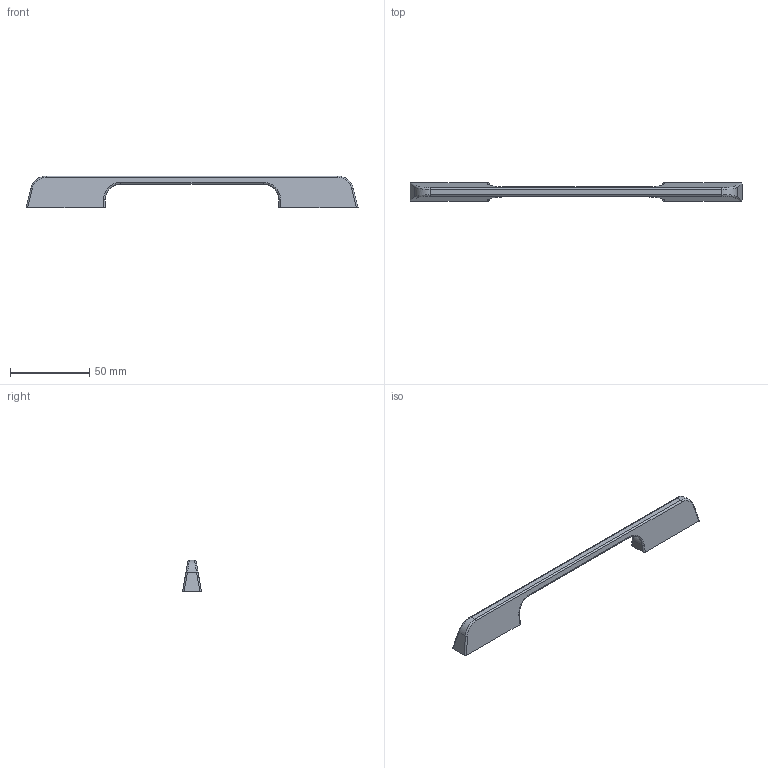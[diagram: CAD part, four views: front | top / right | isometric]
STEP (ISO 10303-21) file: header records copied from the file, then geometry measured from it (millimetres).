
FILE_DESCRIPTION (( 'STEP AP203' ), '1' );
FILE_NAME ('HDL05_STEP_V10421.STEP', '2021-04-22T08:06:19', ( '' ), ( '' ), 'SwSTEP 2.0', 'SolidWorks 2019', '' );
FILE_SCHEMA (( 'CONFIG_CONTROL_DESIGN' ));
Length unit declared in the file: millimetre
Products named in the file (1): HDL05_STEP_V10421
Bounding box: 210 x 12 x 20 mm (x, y, z)
Volume: 19358.6 mm3; surface area: 8364.7 mm2
Topology: 1 solids, 1 shells, 40 faces, 92 edges, 56 vertices
Faces by surface type: cylinder 20, plane 12, bspline 8
Entity records: 1389 total; most frequent: CARTESIAN_POINT 493, ORIENTED_EDGE 184, DIRECTION 158, EDGE_CURVE 92, AXIS2_PLACEMENT_3D 57, VERTEX_POINT 56, VECTOR 44, LINE 44
